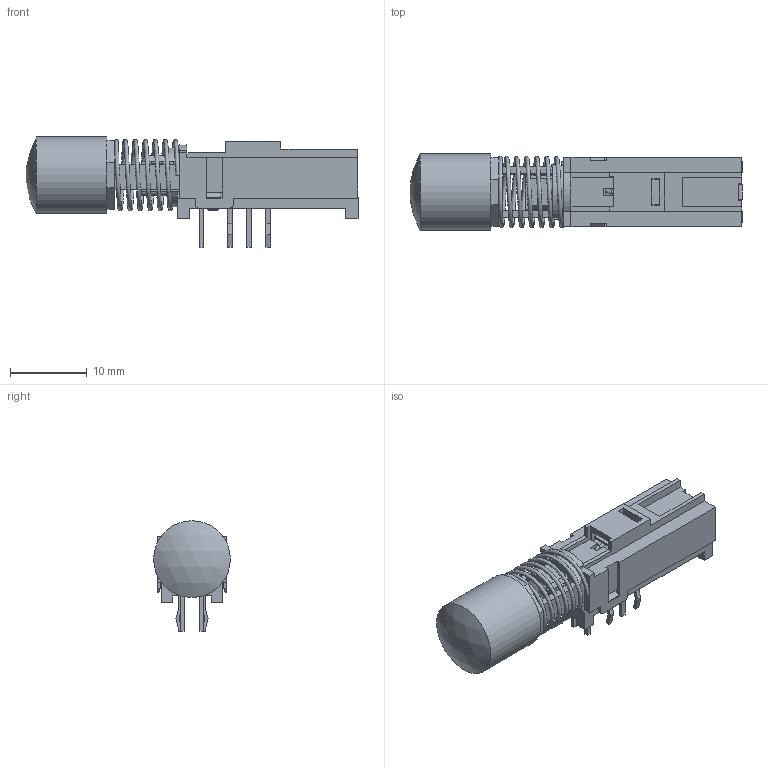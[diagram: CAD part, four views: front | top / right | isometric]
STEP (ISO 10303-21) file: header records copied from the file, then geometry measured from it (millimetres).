
FILE_DESCRIPTION((' '),'2;1');
FILE_NAME('WBL2UxxxQR05CLR.stp','2017-07-20T13:41:31',(' '),(' '),' ','ACIS',' ');
FILE_SCHEMA(('CONFIG_CONTROL_DESIGN'));
Length unit declared in the file: inch
Products named in the file (1): WBL2UxxxQR05CLR.stp
Bounding box: 43.29 x 10 x 14.4 mm (x, y, z)
Volume: 1796.7 mm3; surface area: 4207.5 mm2
Topology: 1 solids, 2 shells, 467 faces, 1402 edges, 909 vertices
Faces by surface type: plane 414, cylinder 47, sphere 3, torus 2, bspline 1
Full cylindrical faces by diameter (mm): 0.5 x2, 3.1 x1, 8 x1, 10 x1
Entity records: 18307 total; most frequent: CARTESIAN_POINT 5499, ORIENTED_EDGE 2784, DIRECTION 2429, EDGE_CURVE 1392, VECTOR 1263, LINE 1263, VERTEX_POINT 906, AXIS2_PLACEMENT_3D 583
